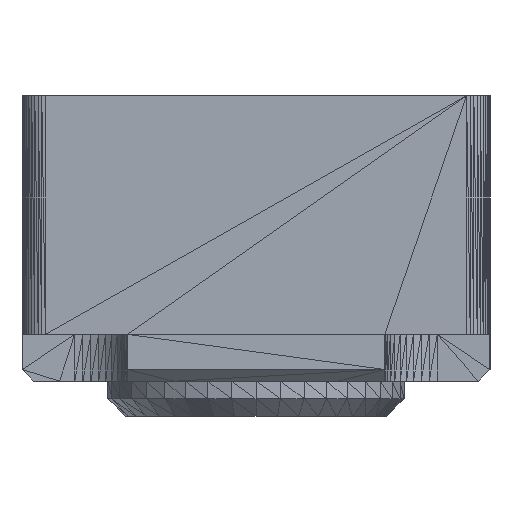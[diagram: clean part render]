
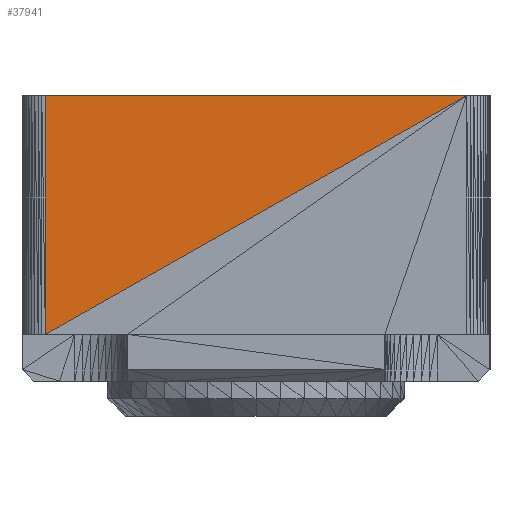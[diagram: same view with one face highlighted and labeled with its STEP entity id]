
A CAD part, left-side view. The second image highlights one B-rep face of the part: STEP entity #37941.
In plain terms, the highlighted planar face has unit normal (-1, 0, 0).
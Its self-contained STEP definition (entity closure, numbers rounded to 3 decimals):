
#983 = VECTOR ( 'NONE', #14533, 1000. ) ;
#1905 = LINE ( 'NONE', #17175, #12562 ) ;
#2660 = PLANE ( 'NONE',  #31459 ) ;
#2946 = CARTESIAN_POINT ( 'NONE',  ( 0.2, 19., 9.215 ) ) ;
#4203 = DIRECTION ( 'NONE',  ( 0., 1., 0. ) ) ;
#4448 = VECTOR ( 'NONE', #11193, 1000. ) ;
#5489 = DIRECTION ( 'NONE',  ( 0., 0., 1. ) ) ;
#5885 = LINE ( 'NONE', #23663, #4448 ) ;
#6587 = FACE_OUTER_BOUND ( 'NONE', #11059, .T. ) ;
#6779 = ORIENTED_EDGE ( 'NONE', *, *, #36315, .T. ) ;
#11059 = EDGE_LOOP ( 'NONE', ( #28822, #36427, #6779 ) ) ;
#11193 = DIRECTION ( 'NONE',  ( 0., 0., 1. ) ) ;
#12562 = VECTOR ( 'NONE', #4203, 1000. ) ;
#14533 = DIRECTION ( 'NONE',  ( 0., -0.87, 0.493 ) ) ;
#17175 = CARTESIAN_POINT ( 'NONE',  ( 0.2, 1., 19.415 ) ) ;
#22433 = CARTESIAN_POINT ( 'NONE',  ( 0.2, 1., 19.415 ) ) ;
#23663 = CARTESIAN_POINT ( 'NONE',  ( 0.2, 19., 9.215 ) ) ;
#23917 = DIRECTION ( 'NONE',  ( -1., 0., 0. ) ) ;
#24203 = EDGE_CURVE ( 'NONE', #32270, #25780, #5885, .T. ) ;
#24324 = CARTESIAN_POINT ( 'NONE',  ( 0.2, 0., 0. ) ) ;
#25451 = EDGE_CURVE ( 'NONE', #32349, #25780, #1905, .T. ) ;
#25780 = VERTEX_POINT ( 'NONE', #30235 ) ;
#28822 = ORIENTED_EDGE ( 'NONE', *, *, #25451, .T. ) ;
#30079 = LINE ( 'NONE', #33147, #983 ) ;
#30235 = CARTESIAN_POINT ( 'NONE',  ( 0.2, 19., 19.415 ) ) ;
#31459 = AXIS2_PLACEMENT_3D ( 'NONE', #24324, #23917, #5489 ) ;
#32270 = VERTEX_POINT ( 'NONE', #2946 ) ;
#32349 = VERTEX_POINT ( 'NONE', #22433 ) ;
#33147 = CARTESIAN_POINT ( 'NONE',  ( 0.2, 19., 9.215 ) ) ;
#36315 = EDGE_CURVE ( 'NONE', #32270, #32349, #30079, .T. ) ;
#36427 = ORIENTED_EDGE ( 'NONE', *, *, #24203, .F. ) ;
#37941 = ADVANCED_FACE ( 'NONE', ( #6587 ), #2660, .T. ) ;
